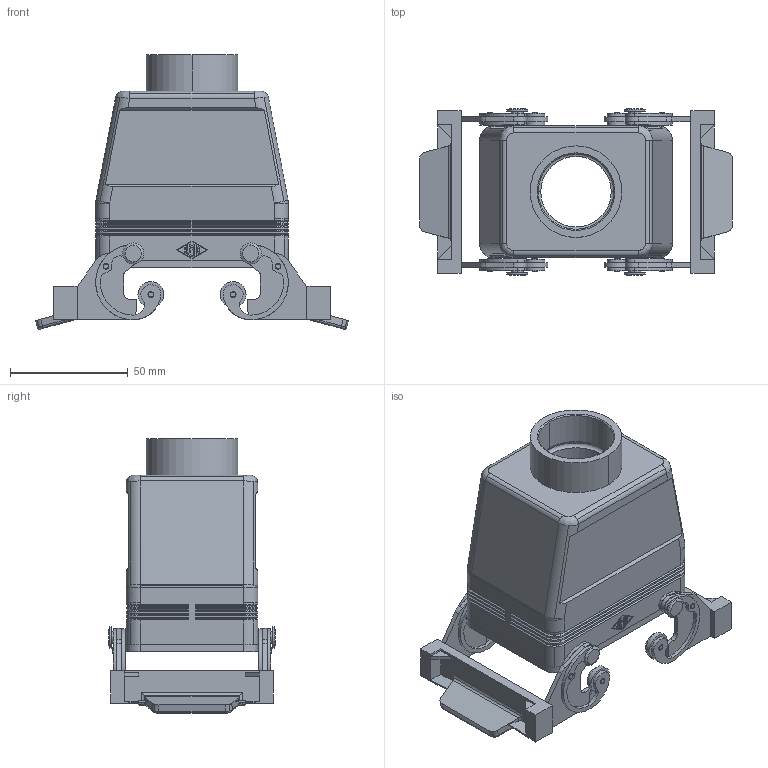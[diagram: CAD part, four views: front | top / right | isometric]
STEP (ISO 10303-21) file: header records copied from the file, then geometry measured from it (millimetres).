
FILE_DESCRIPTION((''),'2;1');
FILE_NAME('MAV 50 G32.stp','2006-12-13T20:42:07',('gembarski'),(''),'Autodesk Inventor 7','Autodesk Inventor 7','');
FILE_SCHEMA(('AUTOMOTIVE_DESIGN { 1 0 10303 214 1 1 1 1 }'));
Length unit declared in the file: millimetre
Products named in the file (1): MAV 50 G32
Bounding box: 133.07 x 71 x 116.72 mm (x, y, z)
Volume: 110943.1 mm3; surface area: 68177.8 mm2
Topology: 1 solids, 5 shells, 898 faces, 2276 edges, 1439 vertices
Faces by surface type: bspline 276, plane 268, cylinder 260, cone 70, torus 20, sphere 4
Entity records: 30588 total; most frequent: CARTESIAN_POINT 8986, ORIENTED_EDGE 4552, DIRECTION 4531, EDGE_CURVE 2276, AXIS2_PLACEMENT_3D 1648, VERTEX_POINT 1439, VECTOR 1235, LINE 1235
